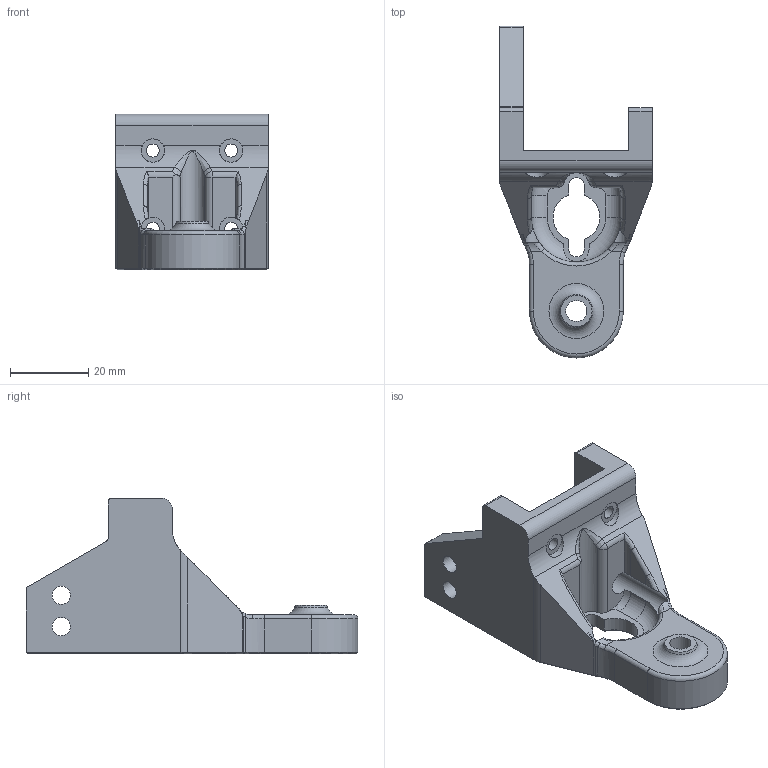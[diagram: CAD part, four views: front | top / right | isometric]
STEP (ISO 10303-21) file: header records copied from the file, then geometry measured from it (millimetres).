
FILE_DESCRIPTION(/* description */ (''),/* implementation_level */ '2;1');
FILE_NAME(/* name */ 'Z_Carriage_Rear_2-hole (IGUS).step',/* time_stamp */ '2022-03-09T13:49:15+01:00',/* author */ (''),/* organization */ (''),/* preprocessor_version */ 'ST-DEVELOPER v18.1',/* originating_system */ 'Autodesk Translation Framework v10.13.0.1454',/* authorisation */ '');
FILE_SCHEMA (('AUTOMOTIVE_DESIGN { 1 0 10303 214 3 1 1 }'));
Length unit declared in the file: millimetre
Products named in the file (1): Z_Carriage_Rear_2-hole (IGUS)
Bounding box: 39 x 84.9 x 39.9 mm (x, y, z)
Volume: 28577.7 mm3; surface area: 11667.5 mm2
Topology: 1 solids, 1 shells, 167 faces, 441 edges, 277 vertices
Faces by surface type: plane 76, cylinder 53, bspline 21, cone 10, torus 6, sphere 1
Full cylindrical faces by diameter (mm): 3.3 x4, 4.7 x2, 5.4 x1, 6 x4
Entity records: 5908 total; most frequent: CARTESIAN_POINT 1832, ORIENTED_EDGE 882, DIRECTION 787, EDGE_CURVE 441, AXIS2_PLACEMENT_3D 280, VERTEX_POINT 277, LINE 227, VECTOR 227
